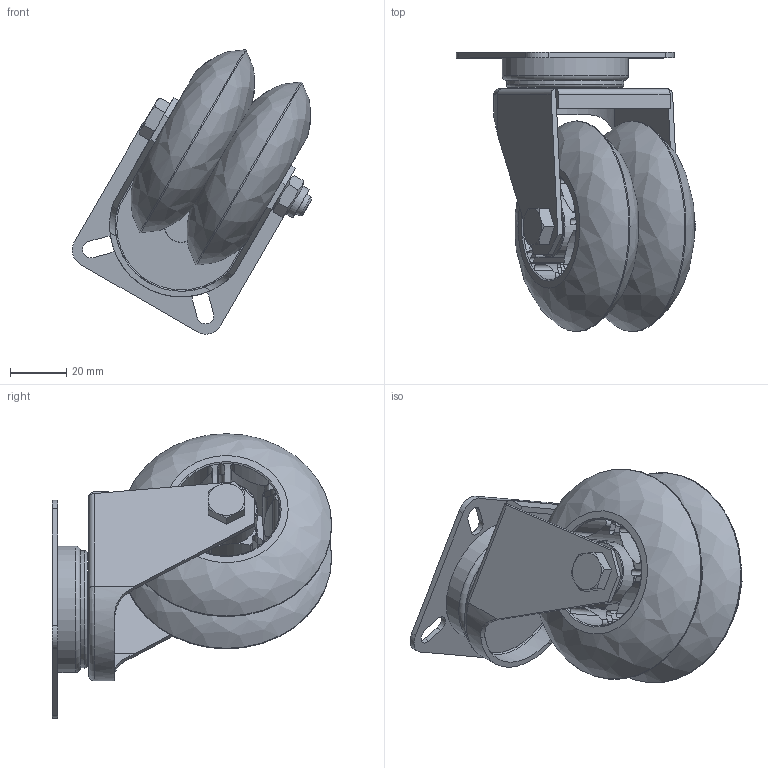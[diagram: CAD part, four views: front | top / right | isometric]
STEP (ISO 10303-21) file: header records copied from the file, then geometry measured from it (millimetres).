
FILE_DESCRIPTION(/* description */ (''),/* implementation_level */ '2;1');
FILE_NAME(/* name */ 'LDKP075KUPL_SC.stp',/* time_stamp */ '2019-10-30T18:20:51+01:00',/* author */ ('raede'),/* organization */ (''),/* preprocessor_version */ 'ST-DEVELOPER v15.6',/* originating_system */ 'Autodesk Inventor 2015',/* authorisation */ '');
FILE_SCHEMA (('AUTOMOTIVE_DESIGN { 1 0 10303 214 3 1 1 }'));
Length unit declared in the file: millimetre
Products named in the file (9): Gehaeuse_LDKP075KUPL_SC; inliner_RAD_75_SC; DIN 625 SKF - SKF 627-2RS1; DIN 931-1 - M8 x 60; DIN 985 - M8; PU050_20_x2; LDKP075KUPL_SC; Platte_60x60_Langloch_38x47; LDKP075KUPL_SC_ZSB
Bounding box: 85.23 x 99.53 x 101.3 mm (x, y, z)
Volume: 170031.7 mm3; surface area: 69506.8 mm2
Topology: 13 solids, 13 shells, 339 faces, 1023 edges, 651 vertices
Faces by surface type: cylinder 123, plane 109, torus 65, sphere 20, cone 18, bspline 4
Full cylindrical faces by diameter (mm): 6.647 x1, 7 x4, 7.928 x1, 8 x1, 8.2 x2, 10 x2, 11.6 x2, 11.8 x8, 12 x1, 12.2 x1, 17.2 x8, 21 x4, 22 x4, 25 x1, 42 x1, 45 x1
Entity records: 6902 total; most frequent: CARTESIAN_POINT 1750, DIRECTION 1066, ORIENTED_EDGE 962, EDGE_CURVE 481, AXIS2_PLACEMENT_3D 442, VERTEX_POINT 328, EDGE_LOOP 279, CIRCLE 217
